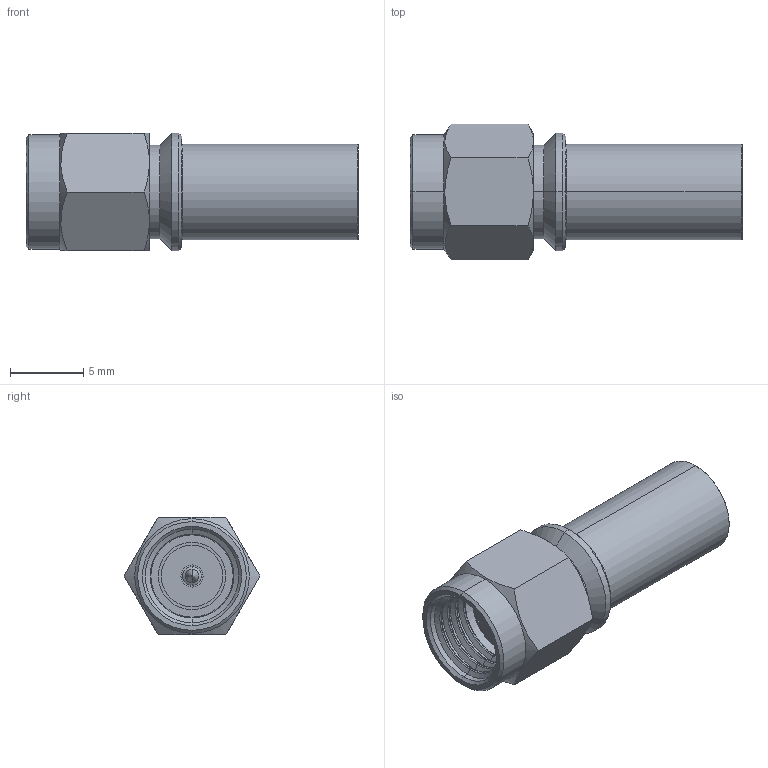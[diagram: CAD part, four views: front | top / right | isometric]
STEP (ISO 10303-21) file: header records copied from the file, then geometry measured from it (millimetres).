
FILE_DESCRIPTION (( 'STEP AP214' ), '1' );
FILE_NAME ('ASM-1708.STEP', '2018-12-10T22:30:35', ( '' ), ( '' ), 'SwSTEP 2.0', 'SolidWorks 2017', '' );
FILE_SCHEMA (( 'AUTOMOTIVE_DESIGN' ));
Length unit declared in the file: millimetre
Products named in the file (4): ASM-1708-MA2___; ASM-1708; ASM-1708-MA1___; ASM-1708___
Assembly tree (3 placements, depth 2):
  ASM-1708
    ASM-1708___
    ASM-1708-MA2___
    ASM-1708-MA1___
Bounding box: 22.6 x 9.24 x 8 mm (x, y, z)
Volume: 584.7 mm3; surface area: 1289.4 mm2
Topology: 3 solids, 3 shells, 981 faces, 2073 edges, 1105 vertices
Faces by surface type: bspline 660, cylinder 203, cone 52, plane 50, torus 16
Entity records: 34826 total; most frequent: CARTESIAN_POINT 21097, ORIENTED_EDGE 4142, EDGE_CURVE 2071, DIRECTION 1235, VERTEX_POINT 1105, EDGE_LOOP 996, ADVANCED_FACE 981, FACE_OUTER_BOUND 981
